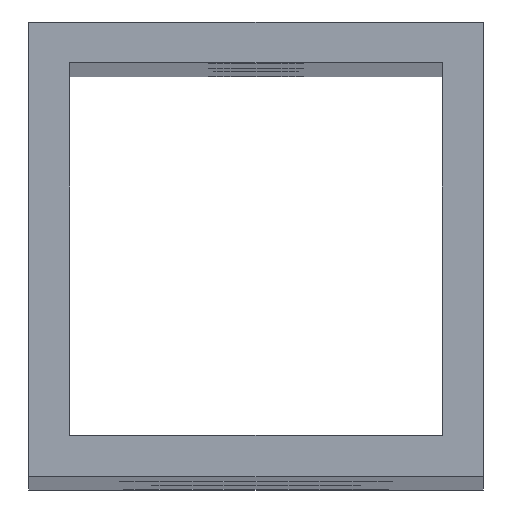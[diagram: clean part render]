
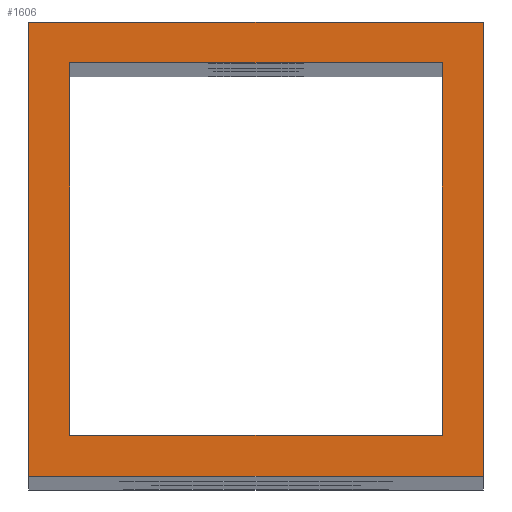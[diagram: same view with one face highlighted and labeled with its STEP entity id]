
A CAD part, top view. The second image highlights one B-rep face of the part: STEP entity #1606.
In plain terms, the highlighted planar face has unit normal (0, 0, 1).
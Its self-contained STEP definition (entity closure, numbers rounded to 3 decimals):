
#11 = LINE ( 'NONE', #1702, #1104 ) ;
#12 = ORIENTED_EDGE ( 'NONE', *, *, #1161, .F. ) ;
#23 = AXIS2_PLACEMENT_3D ( 'NONE', #1960, #1936, #973 ) ;
#28 = LINE ( 'NONE', #558, #1293 ) ;
#50 = LINE ( 'NONE', #709, #756 ) ;
#59 = DIRECTION ( 'NONE',  ( 1., 0., 0. ) ) ;
#72 = VECTOR ( 'NONE', #1545, 1000. ) ;
#75 = EDGE_LOOP ( 'NONE', ( #198, #12, #672, #1948 ) ) ;
#102 = EDGE_CURVE ( 'NONE', #960, #1695, #500, .T. ) ;
#198 = ORIENTED_EDGE ( 'NONE', *, *, #560, .F. ) ;
#200 = DIRECTION ( 'NONE',  ( 0., 1., 0. ) ) ;
#377 = VECTOR ( 'NONE', #1511, 1000. ) ;
#381 = CARTESIAN_POINT ( 'NONE',  ( 18.2, 18.2, 0. ) ) ;
#462 = EDGE_LOOP ( 'NONE', ( #613, #962, #1121, #1573 ) ) ;
#477 = VERTEX_POINT ( 'NONE', #849 ) ;
#488 = CARTESIAN_POINT ( 'NONE',  ( 0., 20., 0. ) ) ;
#500 = LINE ( 'NONE', #2015, #377 ) ;
#501 = CARTESIAN_POINT ( 'NONE',  ( 20., 20., 0. ) ) ;
#557 = EDGE_CURVE ( 'NONE', #1444, #598, #1365, .T. ) ;
#558 = CARTESIAN_POINT ( 'NONE',  ( 1.8, 1.8, 0. ) ) ;
#560 = EDGE_CURVE ( 'NONE', #771, #1444, #28, .T. ) ;
#584 = VECTOR ( 'NONE', #1940, 1000. ) ;
#598 = VERTEX_POINT ( 'NONE', #381 ) ;
#600 = EDGE_CURVE ( 'NONE', #651, #1257, #1711, .T. ) ;
#613 = ORIENTED_EDGE ( 'NONE', *, *, #2142, .T. ) ;
#651 = VERTEX_POINT ( 'NONE', #1910 ) ;
#657 = CARTESIAN_POINT ( 'NONE',  ( 1.8, 1.8, 0. ) ) ;
#672 = ORIENTED_EDGE ( 'NONE', *, *, #1959, .F. ) ;
#709 = CARTESIAN_POINT ( 'NONE',  ( 1.8, 18.2, 0. ) ) ;
#719 = CARTESIAN_POINT ( 'NONE',  ( 0., 0., 0. ) ) ;
#756 = VECTOR ( 'NONE', #1379, 1000. ) ;
#771 = VERTEX_POINT ( 'NONE', #1964 ) ;
#836 = VECTOR ( 'NONE', #200, 1000. ) ;
#849 = CARTESIAN_POINT ( 'NONE',  ( 1.8, 18.2, 0. ) ) ;
#952 = FACE_OUTER_BOUND ( 'NONE', #462, .T. ) ;
#960 = VERTEX_POINT ( 'NONE', #1846 ) ;
#962 = ORIENTED_EDGE ( 'NONE', *, *, #600, .T. ) ;
#973 = DIRECTION ( 'NONE',  ( -1., 0., 0. ) ) ;
#1053 = CARTESIAN_POINT ( 'NONE',  ( 18.2, 18.2, 0. ) ) ;
#1104 = VECTOR ( 'NONE', #1848, 1000. ) ;
#1121 = ORIENTED_EDGE ( 'NONE', *, *, #1322, .T. ) ;
#1161 = EDGE_CURVE ( 'NONE', #477, #771, #1436, .T. ) ;
#1257 = VERTEX_POINT ( 'NONE', #1620 ) ;
#1258 = VECTOR ( 'NONE', #1388, 1000. ) ;
#1293 = VECTOR ( 'NONE', #59, 1000. ) ;
#1299 = PLANE ( 'NONE',  #23 ) ;
#1322 = EDGE_CURVE ( 'NONE', #1257, #960, #1676, .T. ) ;
#1365 = LINE ( 'NONE', #1053, #72 ) ;
#1379 = DIRECTION ( 'NONE',  ( -1., 0., 0. ) ) ;
#1388 = DIRECTION ( 'NONE',  ( 1., 0., 0. ) ) ;
#1436 = LINE ( 'NONE', #657, #584 ) ;
#1444 = VERTEX_POINT ( 'NONE', #1566 ) ;
#1511 = DIRECTION ( 'NONE',  ( -1., 0., 0. ) ) ;
#1545 = DIRECTION ( 'NONE',  ( 0., 1., 0. ) ) ;
#1566 = CARTESIAN_POINT ( 'NONE',  ( 18.2, 1.8, 0. ) ) ;
#1573 = ORIENTED_EDGE ( 'NONE', *, *, #102, .T. ) ;
#1606 = ADVANCED_FACE ( 'NONE', ( #1969, #952 ), #1299, .F. ) ;
#1620 = CARTESIAN_POINT ( 'NONE',  ( 20., 0., 0. ) ) ;
#1676 = LINE ( 'NONE', #501, #836 ) ;
#1695 = VERTEX_POINT ( 'NONE', #488 ) ;
#1702 = CARTESIAN_POINT ( 'NONE',  ( 0., 0., 0. ) ) ;
#1711 = LINE ( 'NONE', #719, #1258 ) ;
#1846 = CARTESIAN_POINT ( 'NONE',  ( 20., 20., 0. ) ) ;
#1848 = DIRECTION ( 'NONE',  ( 0., -1., 0. ) ) ;
#1910 = CARTESIAN_POINT ( 'NONE',  ( 0., 0., 0. ) ) ;
#1936 = DIRECTION ( 'NONE',  ( 0., 0., -1. ) ) ;
#1940 = DIRECTION ( 'NONE',  ( 0., -1., 0. ) ) ;
#1948 = ORIENTED_EDGE ( 'NONE', *, *, #557, .F. ) ;
#1959 = EDGE_CURVE ( 'NONE', #598, #477, #50, .T. ) ;
#1960 = CARTESIAN_POINT ( 'NONE',  ( 0., 20., 0. ) ) ;
#1964 = CARTESIAN_POINT ( 'NONE',  ( 1.8, 1.8, 0. ) ) ;
#1969 = FACE_BOUND ( 'NONE', #75, .T. ) ;
#2015 = CARTESIAN_POINT ( 'NONE',  ( 0., 20., 0. ) ) ;
#2142 = EDGE_CURVE ( 'NONE', #1695, #651, #11, .T. ) ;
